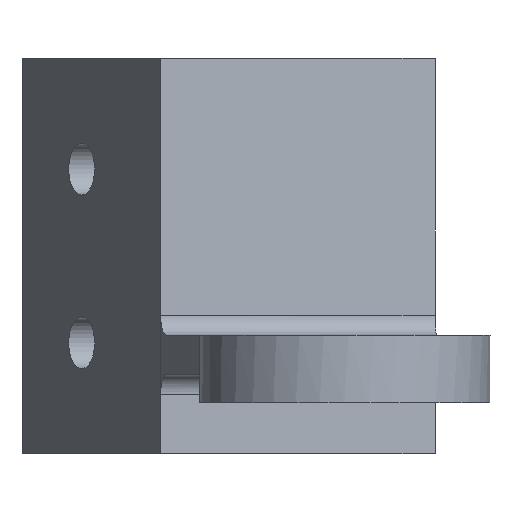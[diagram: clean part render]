
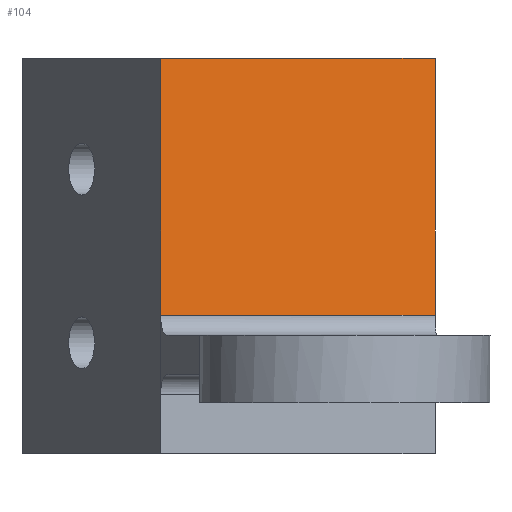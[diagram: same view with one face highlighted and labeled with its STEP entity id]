
A CAD part, front view. The second image highlights one B-rep face of the part: STEP entity #104.
In plain terms, the highlighted planar face has unit normal (0.5, -0.866, 0).
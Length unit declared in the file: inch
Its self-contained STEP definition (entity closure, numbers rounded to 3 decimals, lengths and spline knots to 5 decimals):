
#104=ADVANCED_FACE('',(#137),#127,.F.);
#127=PLANE('',#526);
#137=FACE_OUTER_BOUND('',#173,.T.);
#173=EDGE_LOOP('',(#283,#284,#285,#286));
#283=ORIENTED_EDGE('',*,*,#405,.T.);
#284=ORIENTED_EDGE('',*,*,#410,.T.);
#285=ORIENTED_EDGE('',*,*,#381,.F.);
#286=ORIENTED_EDGE('',*,*,#409,.F.);
#325=VERTEX_POINT('',#690);
#326=VERTEX_POINT('',#695);
#335=VERTEX_POINT('',#716);
#353=VERTEX_POINT('',#765);
#381=EDGE_CURVE('',#335,#325,#427,.T.);
#405=EDGE_CURVE('',#353,#326,#445,.T.);
#409=EDGE_CURVE('',#353,#335,#447,.T.);
#410=EDGE_CURVE('',#326,#325,#448,.T.);
#427=LINE('',#717,#465);
#445=LINE('',#764,#483);
#447=LINE('',#776,#485);
#448=LINE('',#778,#486);
#465=VECTOR('',#583,1.);
#483=VECTOR('',#625,1.);
#485=VECTOR('',#641,1.);
#486=VECTOR('',#644,1.);
#526=AXIS2_PLACEMENT_3D('',#779,#645,#646);
#583=DIRECTION('',(0.,0.,-1.));
#625=DIRECTION('',(0.,0.,-1.));
#641=DIRECTION('',(0.866,0.5,0.));
#644=DIRECTION('',(0.866,0.5,0.));
#645=DIRECTION('',(-0.5,0.866,0.));
#646=DIRECTION('',(-0.866,-0.5,0.));
#690=CARTESIAN_POINT('',(-0.07982,2.14324,19.99522));
#695=CARTESIAN_POINT('',(-1.8162,1.14074,19.99522));
#716=CARTESIAN_POINT('',(-0.07982,2.14324,21.62022));
#717=CARTESIAN_POINT('',(-0.07982,2.14324,21.62022));
#764=CARTESIAN_POINT('',(-1.8162,1.14074,21.62022));
#765=CARTESIAN_POINT('',(-1.8162,1.14074,21.62022));
#776=CARTESIAN_POINT('',(-1.8162,1.14074,21.62022));
#778=CARTESIAN_POINT('',(-1.8162,1.14074,19.99522));
#779=CARTESIAN_POINT('',(-1.8162,1.14074,21.62022));
